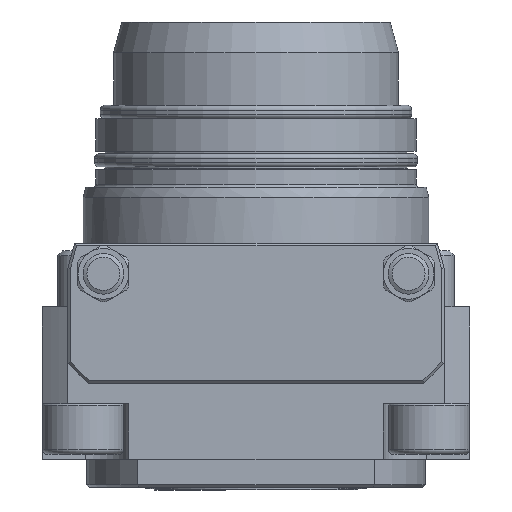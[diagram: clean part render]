
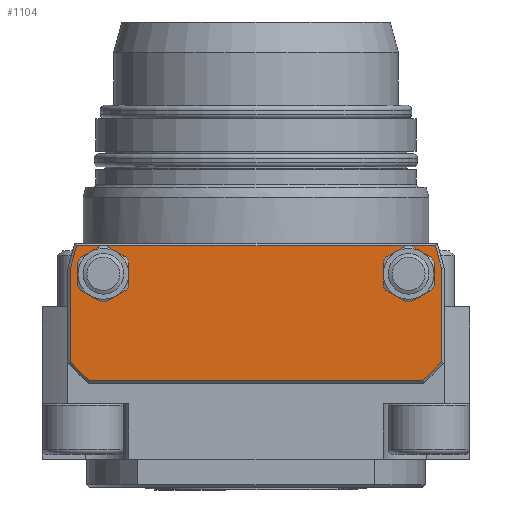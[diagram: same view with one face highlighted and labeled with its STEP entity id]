
A CAD part, left-side view. The second image highlights one B-rep face of the part: STEP entity #1104.
In plain terms, the highlighted planar face has unit normal (-1, 0, 0).
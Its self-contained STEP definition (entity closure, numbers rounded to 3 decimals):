
#293=LINE('',#6679,#529);
#294=LINE('',#6682,#530);
#295=LINE('',#6684,#531);
#296=LINE('',#6686,#532);
#297=LINE('',#6688,#533);
#298=LINE('',#6690,#534);
#299=LINE('',#6692,#535);
#300=LINE('',#6694,#536);
#529=VECTOR('',#5157,1.);
#530=VECTOR('',#5158,1.);
#531=VECTOR('',#5159,1.);
#532=VECTOR('',#5160,1.);
#533=VECTOR('',#5161,1.);
#534=VECTOR('',#5162,1.);
#535=VECTOR('',#5163,1.);
#536=VECTOR('',#5164,1.);
#857=FACE_BOUND('',#1739,.T.);
#858=FACE_BOUND('',#1740,.T.);
#859=FACE_BOUND('',#1741,.T.);
#1104=ADVANCED_FACE('',(#857,#858,#859),#1249,.T.);
#1249=PLANE('',#4198);
#1739=EDGE_LOOP('',(#2546,#2547,#2548,#2549,#2550,#2551));
#1740=EDGE_LOOP('',(#2552,#2553,#2554,#2555,#2556,#2557,#2558,#2559));
#1741=EDGE_LOOP('',(#2560,#2561,#2562,#2563,#2564,#2565));
#2546=ORIENTED_EDGE('',*,*,#3426,.F.);
#2547=ORIENTED_EDGE('',*,*,#3428,.F.);
#2548=ORIENTED_EDGE('',*,*,#3432,.F.);
#2549=ORIENTED_EDGE('',*,*,#3436,.F.);
#2550=ORIENTED_EDGE('',*,*,#3440,.F.);
#2551=ORIENTED_EDGE('',*,*,#3444,.F.);
#2552=ORIENTED_EDGE('',*,*,#3520,.T.);
#2553=ORIENTED_EDGE('',*,*,#3521,.T.);
#2554=ORIENTED_EDGE('',*,*,#3522,.T.);
#2555=ORIENTED_EDGE('',*,*,#3523,.T.);
#2556=ORIENTED_EDGE('',*,*,#3524,.T.);
#2557=ORIENTED_EDGE('',*,*,#3525,.T.);
#2558=ORIENTED_EDGE('',*,*,#3526,.T.);
#2559=ORIENTED_EDGE('',*,*,#3527,.T.);
#2560=ORIENTED_EDGE('',*,*,#3363,.F.);
#2561=ORIENTED_EDGE('',*,*,#3365,.F.);
#2562=ORIENTED_EDGE('',*,*,#3369,.F.);
#2563=ORIENTED_EDGE('',*,*,#3373,.F.);
#2564=ORIENTED_EDGE('',*,*,#3377,.F.);
#2565=ORIENTED_EDGE('',*,*,#3381,.F.);
#2977=VERTEX_POINT('',#6283);
#2980=VERTEX_POINT('',#6290);
#2982=VERTEX_POINT('',#6297);
#2985=VERTEX_POINT('',#6309);
#2988=VERTEX_POINT('',#6321);
#2991=VERTEX_POINT('',#6333);
#3016=VERTEX_POINT('',#6461);
#3019=VERTEX_POINT('',#6468);
#3021=VERTEX_POINT('',#6475);
#3024=VERTEX_POINT('',#6487);
#3027=VERTEX_POINT('',#6499);
#3030=VERTEX_POINT('',#6511);
#3076=VERTEX_POINT('',#6680);
#3077=VERTEX_POINT('',#6681);
#3078=VERTEX_POINT('',#6683);
#3079=VERTEX_POINT('',#6685);
#3080=VERTEX_POINT('',#6687);
#3081=VERTEX_POINT('',#6689);
#3082=VERTEX_POINT('',#6691);
#3083=VERTEX_POINT('',#6693);
#3363=EDGE_CURVE('',#2980,#2977,#3742,.T.);
#3365=EDGE_CURVE('',#2982,#2980,#3743,.T.);
#3369=EDGE_CURVE('',#2985,#2982,#3745,.T.);
#3373=EDGE_CURVE('',#2988,#2985,#3747,.T.);
#3377=EDGE_CURVE('',#2991,#2988,#3749,.T.);
#3381=EDGE_CURVE('',#2977,#2991,#3751,.T.);
#3426=EDGE_CURVE('',#3019,#3016,#3769,.T.);
#3428=EDGE_CURVE('',#3021,#3019,#3770,.T.);
#3432=EDGE_CURVE('',#3024,#3021,#3772,.T.);
#3436=EDGE_CURVE('',#3027,#3024,#3774,.T.);
#3440=EDGE_CURVE('',#3030,#3027,#3776,.T.);
#3444=EDGE_CURVE('',#3016,#3030,#3778,.T.);
#3520=EDGE_CURVE('',#3076,#3077,#293,.T.);
#3521=EDGE_CURVE('',#3077,#3078,#294,.T.);
#3522=EDGE_CURVE('',#3078,#3079,#295,.T.);
#3523=EDGE_CURVE('',#3079,#3080,#296,.T.);
#3524=EDGE_CURVE('',#3080,#3081,#297,.T.);
#3525=EDGE_CURVE('',#3081,#3082,#298,.T.);
#3526=EDGE_CURVE('',#3082,#3083,#299,.T.);
#3527=EDGE_CURVE('',#3083,#3076,#300,.T.);
#3742=CIRCLE('',#4084,5.);
#3743=CIRCLE('',#4086,5.);
#3745=CIRCLE('',#4089,5.);
#3747=CIRCLE('',#4092,5.);
#3749=CIRCLE('',#4095,5.);
#3751=CIRCLE('',#4098,5.);
#3769=CIRCLE('',#4139,5.);
#3770=CIRCLE('',#4141,5.);
#3772=CIRCLE('',#4144,5.);
#3774=CIRCLE('',#4147,5.);
#3776=CIRCLE('',#4150,5.);
#3778=CIRCLE('',#4153,5.);
#4084=AXIS2_PLACEMENT_3D('',#6291,#4852,#4853);
#4086=AXIS2_PLACEMENT_3D('',#6298,#4856,#4857);
#4089=AXIS2_PLACEMENT_3D('',#6310,#4862,#4863);
#4092=AXIS2_PLACEMENT_3D('',#6322,#4868,#4869);
#4095=AXIS2_PLACEMENT_3D('',#6334,#4874,#4875);
#4098=AXIS2_PLACEMENT_3D('',#6345,#4880,#4881);
#4139=AXIS2_PLACEMENT_3D('',#6469,#4974,#4975);
#4141=AXIS2_PLACEMENT_3D('',#6476,#4978,#4979);
#4144=AXIS2_PLACEMENT_3D('',#6488,#4984,#4985);
#4147=AXIS2_PLACEMENT_3D('',#6500,#4990,#4991);
#4150=AXIS2_PLACEMENT_3D('',#6512,#4996,#4997);
#4153=AXIS2_PLACEMENT_3D('',#6523,#5002,#5003);
#4198=AXIS2_PLACEMENT_3D('',#6695,#5165,#5166);
#4852=DIRECTION('',(-1.,0.,0.));
#4853=DIRECTION('',(0.,-1.,0.));
#4856=DIRECTION('',(-1.,0.,0.));
#4857=DIRECTION('',(0.,-1.,0.));
#4862=DIRECTION('',(-1.,0.,0.));
#4863=DIRECTION('',(0.,-1.,0.));
#4868=DIRECTION('',(-1.,0.,0.));
#4869=DIRECTION('',(0.,-1.,0.));
#4874=DIRECTION('',(-1.,0.,0.));
#4875=DIRECTION('',(0.,-1.,0.));
#4880=DIRECTION('',(-1.,0.,0.));
#4881=DIRECTION('',(0.,-1.,0.));
#4974=DIRECTION('',(-1.,0.,0.));
#4975=DIRECTION('',(0.,-1.,0.));
#4978=DIRECTION('',(-1.,0.,0.));
#4979=DIRECTION('',(0.,-1.,0.));
#4984=DIRECTION('',(-1.,0.,0.));
#4985=DIRECTION('',(0.,-1.,0.));
#4990=DIRECTION('',(-1.,0.,0.));
#4991=DIRECTION('',(0.,-1.,0.));
#4996=DIRECTION('',(-1.,0.,0.));
#4997=DIRECTION('',(0.,-1.,0.));
#5002=DIRECTION('',(-1.,0.,0.));
#5003=DIRECTION('',(0.,-1.,0.));
#5157=DIRECTION('',(0.,-0.707,-0.707));
#5158=DIRECTION('',(0.,-1.,0.));
#5159=DIRECTION('',(0.,-0.707,0.707));
#5160=DIRECTION('',(0.,0.,1.));
#5161=DIRECTION('',(0.,0.259,0.966));
#5162=DIRECTION('',(0.,1.,0.));
#5163=DIRECTION('',(0.,0.259,-0.966));
#5164=DIRECTION('',(0.,0.,-1.));
#5165=DIRECTION('',(-1.,0.,0.));
#5166=DIRECTION('',(0.,-1.,0.));
#6283=CARTESIAN_POINT('',(-71.,27.5,10.83));
#6290=CARTESIAN_POINT('',(-71.,25.,6.5));
#6291=CARTESIAN_POINT('',(-71.,30.,6.5));
#6297=CARTESIAN_POINT('',(-71.,27.5,2.17));
#6298=CARTESIAN_POINT('',(-71.,30.,6.5));
#6309=CARTESIAN_POINT('',(-71.,32.5,2.17));
#6310=CARTESIAN_POINT('',(-71.,30.,6.5));
#6321=CARTESIAN_POINT('',(-71.,35.,6.5));
#6322=CARTESIAN_POINT('',(-71.,30.,6.5));
#6333=CARTESIAN_POINT('',(-71.,32.5,10.83));
#6334=CARTESIAN_POINT('',(-71.,30.,6.5));
#6345=CARTESIAN_POINT('',(-71.,30.,6.5));
#6461=CARTESIAN_POINT('',(-71.,-32.5,10.83));
#6468=CARTESIAN_POINT('',(-71.,-35.,6.5));
#6469=CARTESIAN_POINT('',(-71.,-30.,6.5));
#6475=CARTESIAN_POINT('',(-71.,-32.5,2.17));
#6476=CARTESIAN_POINT('',(-71.,-30.,6.5));
#6487=CARTESIAN_POINT('',(-71.,-27.5,2.17));
#6488=CARTESIAN_POINT('',(-71.,-30.,6.5));
#6499=CARTESIAN_POINT('',(-71.,-25.,6.5));
#6500=CARTESIAN_POINT('',(-71.,-30.,6.5));
#6511=CARTESIAN_POINT('',(-71.,-27.5,10.83));
#6512=CARTESIAN_POINT('',(-71.,-30.,6.5));
#6523=CARTESIAN_POINT('',(-71.,-30.,6.5));
#6679=CARTESIAN_POINT('',(-71.,12.066,-35.227));
#6680=CARTESIAN_POINT('',(-71.,36.5,-10.793));
#6681=CARTESIAN_POINT('',(-71.,32.793,-14.5));
#6682=CARTESIAN_POINT('',(-71.,-35.66,-14.5));
#6683=CARTESIAN_POINT('',(-71.,-32.793,-14.5));
#6684=CARTESIAN_POINT('',(-71.,-47.727,0.434));
#6685=CARTESIAN_POINT('',(-71.,-36.5,-10.793));
#6686=CARTESIAN_POINT('',(-71.,-36.5,12.5));
#6687=CARTESIAN_POINT('',(-71.,-36.5,7.434));
#6688=CARTESIAN_POINT('',(-71.,-35.177,12.371));
#6689=CARTESIAN_POINT('',(-71.,-35.277,12.));
#6690=CARTESIAN_POINT('',(-71.,-35.66,12.));
#6691=CARTESIAN_POINT('',(-71.,35.277,12.));
#6692=CARTESIAN_POINT('',(-71.,30.4,30.201));
#6693=CARTESIAN_POINT('',(-71.,36.5,7.434));
#6694=CARTESIAN_POINT('',(-71.,36.5,12.5));
#6695=CARTESIAN_POINT('',(-71.,-35.66,12.5));
